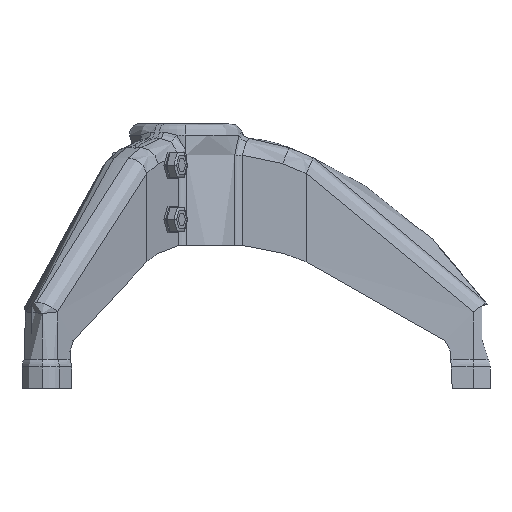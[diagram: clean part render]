
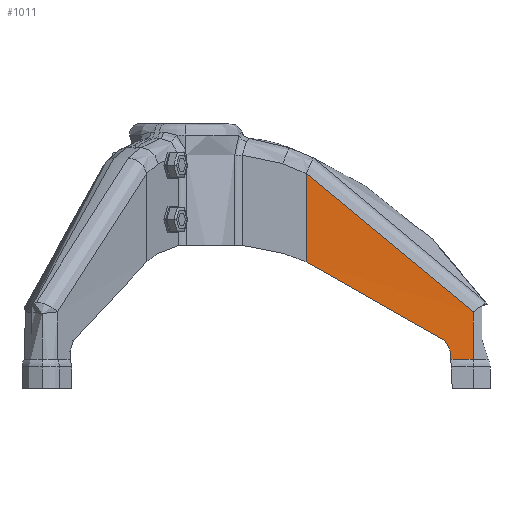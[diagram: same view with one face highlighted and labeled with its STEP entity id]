
A CAD part, left-side view. The second image highlights one B-rep face of the part: STEP entity #1011.
In plain terms, the highlighted cylindrical face has radius 1500 mm (diameter 3000 mm), a partial arc.
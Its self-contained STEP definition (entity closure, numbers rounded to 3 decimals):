
#1011=ADVANCED_FACE('0:822',(#2081),#2082,.T.);
#2081=FACE_OUTER_BOUND('',#4497,.T.);
#2082=CYLINDRICAL_SURFACE('',#4498,1500.0);
#4497=EDGE_LOOP('',(#7911,#7912,#7913,#7914,#7915,#7916,#7917,#7918,#7919));
#4498=AXIS2_PLACEMENT_3D('',#7920,#7921,#7922);
#7911=ORIENTED_EDGE('',*,*,#10308,.F.);
#7912=ORIENTED_EDGE('',*,*,#10307,.T.);
#7913=ORIENTED_EDGE('',*,*,#10306,.T.);
#7914=ORIENTED_EDGE('',*,*,#10510,.T.);
#7915=ORIENTED_EDGE('',*,*,#10511,.T.);
#7916=ORIENTED_EDGE('',*,*,#10499,.F.);
#7917=ORIENTED_EDGE('',*,*,#10512,.F.);
#7918=ORIENTED_EDGE('',*,*,#10513,.T.);
#7919=ORIENTED_EDGE('',*,*,#10089,.T.);
#7920=CARTESIAN_POINT('',(1482.5,-84.268,185.0));
#7921=DIRECTION('',(0.0,0.0,1.0));
#7922=DIRECTION('',(-1.0,0.0,0.0));
#10089=EDGE_CURVE('',#11630,#11634,#11636,.F.);
#10306=EDGE_CURVE('',#11966,#11964,#11967,.T.);
#10307=EDGE_CURVE('',#11964,#11966,#11968,.T.);
#10308=EDGE_CURVE('',#11964,#11634,#11969,.T.);
#10499=EDGE_CURVE('',#12240,#12242,#12243,.T.);
#10510=EDGE_CURVE('',#11964,#12257,#12258,.T.);
#10511=EDGE_CURVE('',#12257,#12242,#12259,.T.);
#10512=EDGE_CURVE('',#12260,#12240,#12261,.T.);
#10513=EDGE_CURVE('',#12260,#11630,#12262,.T.);
#11630=VERTEX_POINT('',#14366);
#11634=VERTEX_POINT('',#14381);
#11636=CIRCLE('',#14383,1500.0);
#11964=VERTEX_POINT('',#15620);
#11966=VERTEX_POINT('',#15692);
#11967=B_SPLINE_CURVE_WITH_KNOTS('',3,(#15693,#15694,#15695,#15696),.UNSPECIFIED.,.F.,.F.,(4,4),(0.0,1.0),.UNSPECIFIED.);
#11968=B_SPLINE_CURVE_WITH_KNOTS('',3,(#15697,#15698,#15699,#15700),.UNSPECIFIED.,.F.,.F.,(4,4),(0.0,1.0),.UNSPECIFIED.);
#11969=LINE('',#15701,#15702);
#12240=VERTEX_POINT('',#16521);
#12242=VERTEX_POINT('',#16523);
#12243=B_SPLINE_CURVE_WITH_KNOTS('',3,(#16524,#16525,#16526,#16527,#16528,#16529,#16530,#16531,#16532,#16533),.UNSPECIFIED.,.F.,.F.,(4,2,2,2,4),(0.,0.25,0.5,0.75,1.0),.UNSPECIFIED.);
#12257=VERTEX_POINT('',#16551);
#12258=B_SPLINE_CURVE_WITH_KNOTS('',3,(#16552,#16553,#16554,#16555,#16556,#16557,#16558,#16559,#16560,#16561,#16562,#16563,#16564,#16565,#16566,#16567,#16568,#16569,#16570,#16571,#16572,#16573),.UNSPECIFIED.,.F.,.F.,(4,2,2,2,2,2,2,2,2,2,4),(0.0,0.125,0.25,0.375,0.406,0.438,0.5,0.625,0.75,0.875,1.0),.UNSPECIFIED.);
#12259=LINE('',#16574,#16575);
#12260=VERTEX_POINT('',#16576);
#12261=B_SPLINE_CURVE_WITH_KNOTS('',3,(#16577,#16578,#16579,#16580,#16581,#16582,#16583,#16584,#16585,#16586,#16587,#16588,#16589,#16590,#16591,#16592,#16593,#16594),.UNSPECIFIED.,.F.,.F.,(4,2,2,2,2,2,2,2,4),(0.,0.25,0.375,0.437,0.5,0.75,0.812,0.875,1.),.UNSPECIFIED.);
#12262=B_SPLINE_CURVE_WITH_KNOTS('',3,(#16595,#16596,#16597,#16598),.UNSPECIFIED.,.F.,.F.,(4,4),(0.,0.006),.UNSPECIFIED.);
#14366=CARTESIAN_POINT('',(-14.086,-185.414,20.268));
#14381=CARTESIAN_POINT('',(-12.95,-201.011,20.268));
#14383=AXIS2_PLACEMENT_3D('',#18348,#18349,#18350);
#15620=CARTESIAN_POINT('',(-12.95,-201.011,53.466));
#15692=CARTESIAN_POINT('',(-12.95,-201.011,53.466));
#15693=CARTESIAN_POINT('',(-12.95,-201.011,53.466));
#15694=CARTESIAN_POINT('',(-12.95,-201.011,53.466));
#15695=CARTESIAN_POINT('',(-12.95,-201.011,53.466));
#15696=CARTESIAN_POINT('',(-12.95,-201.011,53.466));
#15697=CARTESIAN_POINT('',(-12.95,-201.011,53.466));
#15698=CARTESIAN_POINT('',(-12.95,-201.011,53.466));
#15699=CARTESIAN_POINT('',(-12.95,-201.011,53.466));
#15700=CARTESIAN_POINT('',(-12.95,-201.011,53.466));
#15701=CARTESIAN_POINT('',(-12.95,-201.011,185.0));
#15702=VECTOR('',#18646,0.001);
#16521=CARTESIAN_POINT('',(-14.364,-181.216,33.46));
#16523=CARTESIAN_POINT('',(-17.5,-84.268,88.398));
#16524=CARTESIAN_POINT('',(-14.364,-181.216,33.46));
#16525=CARTESIAN_POINT('',(-14.845,-173.786,39.172));
#16526=CARTESIAN_POINT('',(-15.281,-166.192,44.595));
#16527=CARTESIAN_POINT('',(-16.049,-150.68,54.877));
#16528=CARTESIAN_POINT('',(-16.381,-142.762,59.736));
#16529=CARTESIAN_POINT('',(-16.924,-126.605,68.893));
#16530=CARTESIAN_POINT('',(-17.136,-118.366,73.192));
#16531=CARTESIAN_POINT('',(-17.424,-101.563,81.224));
#16532=CARTESIAN_POINT('',(-17.5,-92.999,84.957));
#16533=CARTESIAN_POINT('',(-17.5,-84.268,88.398));
#16551=CARTESIAN_POINT('',(-17.5,-84.268,150.141));
#16552=CARTESIAN_POINT('',(-12.95,-201.011,53.466));
#16553=CARTESIAN_POINT('',(-13.239,-197.309,58.722));
#16554=CARTESIAN_POINT('',(-13.527,-193.444,63.834));
#16555=CARTESIAN_POINT('',(-14.093,-185.395,73.777));
#16556=CARTESIAN_POINT('',(-14.37,-181.21,78.607));
#16557=CARTESIAN_POINT('',(-14.908,-172.522,87.987));
#16558=CARTESIAN_POINT('',(-15.167,-168.018,92.537));
#16559=CARTESIAN_POINT('',(-15.475,-162.187,98.048));
#16560=CARTESIAN_POINT('',(-15.536,-161.011,99.141));
#16561=CARTESIAN_POINT('',(-15.656,-158.638,101.309));
#16562=CARTESIAN_POINT('',(-15.715,-157.443,102.383));
#16563=CARTESIAN_POINT('',(-15.888,-153.837,105.57));
#16564=CARTESIAN_POINT('',(-15.999,-151.403,107.65));
#16565=CARTESIAN_POINT('',(-16.318,-144.015,113.756));
#16566=CARTESIAN_POINT('',(-16.511,-138.972,117.649));
#16567=CARTESIAN_POINT('',(-16.852,-128.655,125.088));
#16568=CARTESIAN_POINT('',(-17.,-123.381,128.633));
#16569=CARTESIAN_POINT('',(-17.242,-112.603,135.377));
#16570=CARTESIAN_POINT('',(-17.337,-107.099,138.576));
#16571=CARTESIAN_POINT('',(-17.466,-95.859,144.623));
#16572=CARTESIAN_POINT('',(-17.5,-90.123,147.471));
#16573=CARTESIAN_POINT('',(-17.5,-84.268,150.141));
#16574=CARTESIAN_POINT('',(-17.5,-84.268,185.0));
#16575=VECTOR('',#18925,0.001);
#16576=CARTESIAN_POINT('',(-14.107,-185.107,26.08));
#16577=CARTESIAN_POINT('',(-14.107,-185.107,26.08));
#16578=CARTESIAN_POINT('',(-14.109,-185.069,26.803));
#16579=CARTESIAN_POINT('',(-14.117,-184.953,27.508));
#16580=CARTESIAN_POINT('',(-14.136,-184.669,28.54));
#16581=CARTESIAN_POINT('',(-14.144,-184.555,28.88));
#16582=CARTESIAN_POINT('',(-14.157,-184.355,29.383));
#16583=CARTESIAN_POINT('',(-14.162,-184.284,29.549));
#16584=CARTESIAN_POINT('',(-14.172,-184.134,29.876));
#16585=CARTESIAN_POINT('',(-14.177,-184.055,30.036));
#16586=CARTESIAN_POINT('',(-14.205,-183.637,30.827));
#16587=CARTESIAN_POINT('',(-14.231,-183.239,31.418));
#16588=CARTESIAN_POINT('',(-14.27,-182.659,32.107));
#16589=CARTESIAN_POINT('',(-14.277,-182.539,32.242));
#16590=CARTESIAN_POINT('',(-14.294,-182.292,32.505));
#16591=CARTESIAN_POINT('',(-14.302,-182.166,32.633));
#16592=CARTESIAN_POINT('',(-14.327,-181.775,33.005));
#16593=CARTESIAN_POINT('',(-14.345,-181.502,33.24));
#16594=CARTESIAN_POINT('',(-14.364,-181.216,33.46));
#16595=CARTESIAN_POINT('',(-14.107,-185.107,26.08));
#16596=CARTESIAN_POINT('',(-14.1,-185.209,24.143));
#16597=CARTESIAN_POINT('',(-14.093,-185.312,22.205));
#16598=CARTESIAN_POINT('',(-14.086,-185.414,20.268));
#18348=CARTESIAN_POINT('',(1482.5,-84.268,20.268));
#18349=DIRECTION('',(0.0,0.0,-1.0));
#18350=DIRECTION('',(-1.0,0.0,0.0));
#18646=DIRECTION('',(0.0,0.0,-1.0));
#18925=DIRECTION('',(0.0,0.0,-1.0));
